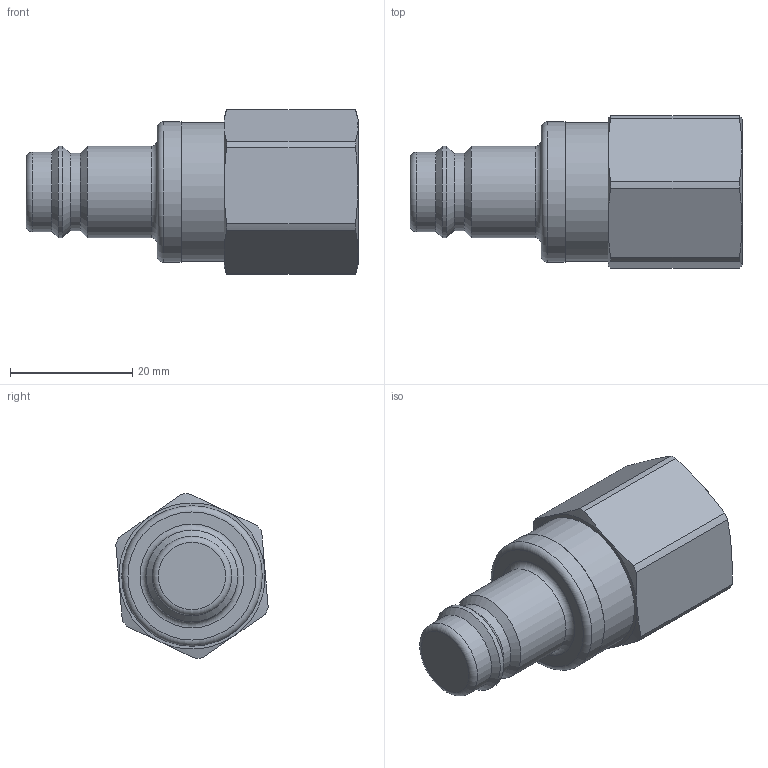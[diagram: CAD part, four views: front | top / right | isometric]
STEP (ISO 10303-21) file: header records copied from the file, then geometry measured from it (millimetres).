
FILE_DESCRIPTION((''),'2;1');
FILE_NAME('27sbiw21rvx.stp','2013-07-01T08:38:05',('IA176480'),(''),'Autodesk Inventor 2013','Autodesk Inventor 2013','');
FILE_SCHEMA(('AUTOMOTIVE_DESIGN { 1 0 10303 214 1 1 1 1 }'));
Length unit declared in the file: millimetre
Products named in the file (1): D106731
Bounding box: 54.4 x 24.98 x 27.03 mm (x, y, z)
Volume: 15488.2 mm3; surface area: 5363.7 mm2
Topology: 1 solids, 8 shells, 81 faces, 161 edges, 100 vertices
Faces by surface type: plane 32, cone 24, cylinder 22, torus 3
Full cylindrical faces by diameter (mm): 12.65 x1, 13 x1, 15 x2, 18 x1, 18.5 x1, 18.631 x1, 19 x1, 22.75 x1, 23 x1
Entity records: 2013 total; most frequent: CARTESIAN_POINT 390, DIRECTION 328, ORIENTED_EDGE 278, AXIS2_PLACEMENT_3D 143, EDGE_CURVE 139, EDGE_LOOP 106, VERTEX_POINT 97, FACE_OUTER_BOUND 81
